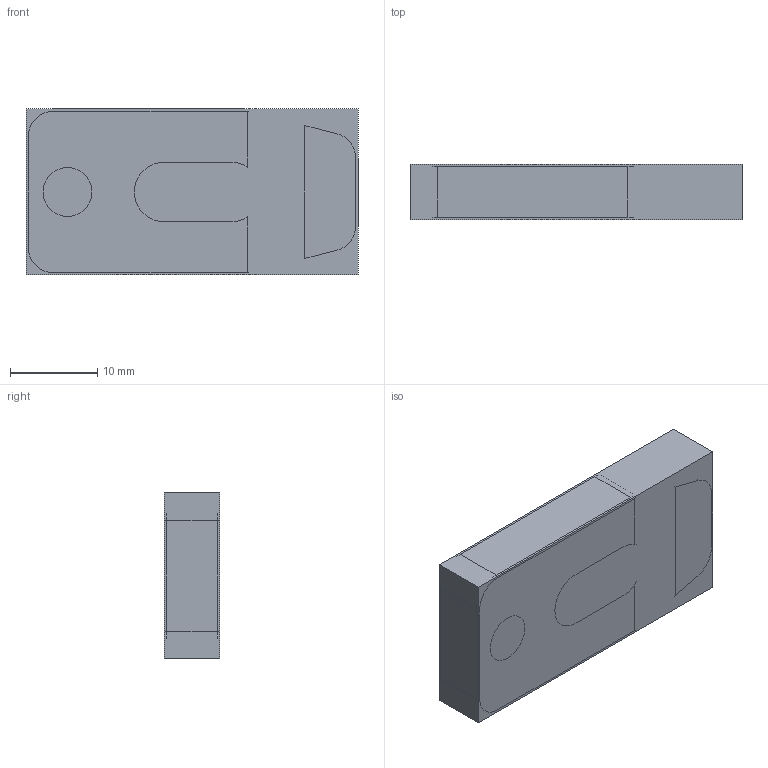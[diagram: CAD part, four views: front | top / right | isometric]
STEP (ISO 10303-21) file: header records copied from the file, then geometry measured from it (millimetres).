
FILE_DESCRIPTION(/* description */ (''),/* implementation_level */ '2;1');
FILE_NAME(/* name */ 'Clamp Arm (Screw ver) 1.5in_v2.step',/* time_stamp */ '2020-09-23T18:29:49-07:00',/* author */ (''),/* organization */ (''),/* preprocessor_version */ 'ST-DEVELOPER v18.1',/* originating_system */ 'Autodesk Translation Framework v9.3.0.1241',/* authorisation */ '');
FILE_SCHEMA (('AUTOMOTIVE_DESIGN { 1 0 10303 214 3 1 1 }'));
Length unit declared in the file: inch
Products named in the file (2): Clamp Arm (Screw ver) 1.5in v2; Component1
Assembly tree (1 placements, depth 2):
  Clamp Arm (Screw ver) 1.5in v2
    Component1
Bounding box: 38.1 x 6.35 x 19.05 mm (x, y, z)
Surface area: 4352.4 mm2
Topology: 2 solids, 2 shells, 72 faces, 170 edges, 102 vertices
Faces by surface type: plane 41, cone 19, cylinder 11, bspline 1
Full cylindrical faces by diameter (mm): 5.105 x1
Entity records: 2124 total; most frequent: CARTESIAN_POINT 392, DIRECTION 358, ORIENTED_EDGE 340, EDGE_CURVE 170, LINE 122, VECTOR 122, AXIS2_PLACEMENT_3D 118, VERTEX_POINT 102
